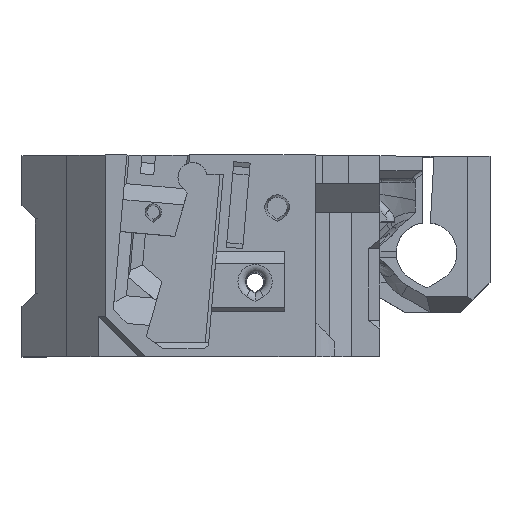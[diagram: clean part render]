
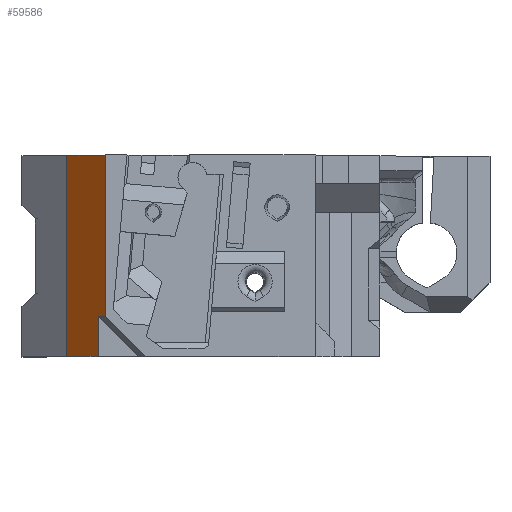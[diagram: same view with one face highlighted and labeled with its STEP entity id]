
A CAD part, top view. The second image highlights one B-rep face of the part: STEP entity #59586.
In plain terms, the highlighted planar face has unit normal (-0.707, 0, 0.707).
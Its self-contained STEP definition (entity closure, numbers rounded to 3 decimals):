
#145 = PLANE('',#146);
#146 = AXIS2_PLACEMENT_3D('',#147,#148,#149);
#147 = CARTESIAN_POINT('',(176.025,-22.,1.5));
#148 = DIRECTION('',(0.,-1.,0.));
#149 = DIRECTION('',(1.,0.,0.));
#1064 = PLANE('',#1065);
#1065 = AXIS2_PLACEMENT_3D('',#1066,#1067,#1068);
#1066 = CARTESIAN_POINT('',(191.825,5.,23.));
#1067 = DIRECTION('',(0.,0.,1.));
#1068 = DIRECTION('',(-1.,0.,0.));
#1092 = PLANE('',#1093);
#1093 = AXIS2_PLACEMENT_3D('',#1094,#1095,#1096);
#1094 = CARTESIAN_POINT('',(156.425,-12.826,23.));
#1095 = DIRECTION('',(0.579,0.579,-0.574));
#1096 = DIRECTION('',(0.707,-0.707,0.)
  );
#1105 = VERTEX_POINT('',#1106);
#1106 = CARTESIAN_POINT('',(159.225,-22.,22.));
#1120 = PLANE('',#1121);
#1121 = AXIS2_PLACEMENT_3D('',#1122,#1123,#1124);
#1122 = CARTESIAN_POINT('',(161.012,-17.413,
    22.));
#1123 = DIRECTION('',(0.,0.,-1.));
#1124 = DIRECTION('',(0.,1.,0.));
#1132 = EDGE_CURVE('',#1105,#1133,#1135,.T.);
#1133 = VERTEX_POINT('',#1134);
#1134 = CARTESIAN_POINT('',(155.025,-22.,17.8));
#1135 = SURFACE_CURVE('',#1136,(#1140,#1147),.PCURVE_S1.);
#1136 = LINE('',#1137,#1138);
#1137 = CARTESIAN_POINT('',(159.225,-22.,22.));
#1138 = VECTOR('',#1139,1.);
#1139 = DIRECTION('',(-0.707,0.,
    -0.707));
#1140 = PCURVE('',#145,#1141);
#1141 = DEFINITIONAL_REPRESENTATION('',(#1142),#1146);
#1142 = LINE('',#1143,#1144);
#1143 = CARTESIAN_POINT('',(-16.8,20.5));
#1144 = VECTOR('',#1145,1.);
#1145 = DIRECTION('',(-0.707,-0.707));
#1146 = ( GEOMETRIC_REPRESENTATION_CONTEXT(2) 
PARAMETRIC_REPRESENTATION_CONTEXT() REPRESENTATION_CONTEXT('2D SPACE',''
  ) );
#1147 = PCURVE('',#1148,#1153);
#1148 = PLANE('',#1149);
#1149 = AXIS2_PLACEMENT_3D('',#1150,#1151,#1152);
#1150 = CARTESIAN_POINT('',(160.225,5.,23.));
#1151 = DIRECTION('',(-0.707,0.,0.707)
  );
#1152 = DIRECTION('',(-0.707,0.,
    -0.707));
#1153 = DEFINITIONAL_REPRESENTATION('',(#1154),#1158);
#1154 = LINE('',#1155,#1156);
#1155 = CARTESIAN_POINT('',(1.414,27.));
#1156 = VECTOR('',#1157,1.);
#1157 = DIRECTION('',(1.,0.));
#1158 = ( GEOMETRIC_REPRESENTATION_CONTEXT(2) 
PARAMETRIC_REPRESENTATION_CONTEXT() REPRESENTATION_CONTEXT('2D SPACE',''
  ) );
#1176 = PLANE('',#1177);
#1177 = AXIS2_PLACEMENT_3D('',#1178,#1179,#1180);
#1178 = CARTESIAN_POINT('',(155.025,5.,17.8));
#1179 = DIRECTION('',(-1.,0.,0.));
#1180 = DIRECTION('',(0.,0.,-1.));
#4282 = PLANE('',#4283);
#4283 = AXIS2_PLACEMENT_3D('',#4284,#4285,#4286);
#4284 = CARTESIAN_POINT('',(176.025,5.,1.5));
#4285 = DIRECTION('',(0.,-1.,0.));
#4286 = DIRECTION('',(1.,0.,0.));
#7985 = VERTEX_POINT('',#7986);
#7986 = CARTESIAN_POINT('',(155.025,5.,17.8));
#8007 = EDGE_CURVE('',#8008,#7985,#8010,.T.);
#8008 = VERTEX_POINT('',#8009);
#8009 = CARTESIAN_POINT('',(160.225,5.,23.));
#8010 = SURFACE_CURVE('',#8011,(#8015,#8022),.PCURVE_S1.);
#8011 = LINE('',#8012,#8013);
#8012 = CARTESIAN_POINT('',(159.225,5.,22.));
#8013 = VECTOR('',#8014,1.);
#8014 = DIRECTION('',(-0.707,0.,
    -0.707));
#8015 = PCURVE('',#4282,#8016);
#8016 = DEFINITIONAL_REPRESENTATION('',(#8017),#8021);
#8017 = LINE('',#8018,#8019);
#8018 = CARTESIAN_POINT('',(-16.8,20.5));
#8019 = VECTOR('',#8020,1.);
#8020 = DIRECTION('',(-0.707,-0.707));
#8021 = ( GEOMETRIC_REPRESENTATION_CONTEXT(2) 
PARAMETRIC_REPRESENTATION_CONTEXT() REPRESENTATION_CONTEXT('2D SPACE',''
  ) );
#8022 = PCURVE('',#1148,#8023);
#8023 = DEFINITIONAL_REPRESENTATION('',(#8024),#8028);
#8024 = LINE('',#8025,#8026);
#8025 = CARTESIAN_POINT('',(1.414,0.));
#8026 = VECTOR('',#8027,1.);
#8027 = DIRECTION('',(1.,0.));
#8028 = ( GEOMETRIC_REPRESENTATION_CONTEXT(2) 
PARAMETRIC_REPRESENTATION_CONTEXT() REPRESENTATION_CONTEXT('2D SPACE',''
  ) );
#15109 = EDGE_CURVE('',#15110,#15112,#15114,.T.);
#15110 = VERTEX_POINT('',#15111);
#15111 = CARTESIAN_POINT('',(159.225,-16.616,22.));
#15112 = VERTEX_POINT('',#15113);
#15113 = CARTESIAN_POINT('',(160.225,-16.626,23.));
#15114 = SURFACE_CURVE('',#15115,(#15119,#15126),.PCURVE_S1.);
#15115 = LINE('',#15116,#15117);
#15116 = CARTESIAN_POINT('',(159.213,-16.616,
    21.988));
#15117 = VECTOR('',#15118,1.);
#15118 = DIRECTION('',(0.707,-0.007,0.707
    ));
#15119 = PCURVE('',#1092,#15120);
#15120 = DEFINITIONAL_REPRESENTATION('',(#15121),#15125);
#15121 = LINE('',#15122,#15123);
#15122 = CARTESIAN_POINT('',(4.651,1.235));
#15123 = VECTOR('',#15124,1.);
#15124 = DIRECTION('',(0.505,-0.863));
#15125 = ( GEOMETRIC_REPRESENTATION_CONTEXT(2) 
PARAMETRIC_REPRESENTATION_CONTEXT() REPRESENTATION_CONTEXT('2D SPACE',''
  ) );
#15126 = PCURVE('',#1148,#15127);
#15127 = DEFINITIONAL_REPRESENTATION('',(#15128),#15132);
#15128 = LINE('',#15129,#15130);
#15129 = CARTESIAN_POINT('',(1.431,21.616));
#15130 = VECTOR('',#15131,1.);
#15131 = DIRECTION('',(-1.,0.007));
#15132 = ( GEOMETRIC_REPRESENTATION_CONTEXT(2) 
PARAMETRIC_REPRESENTATION_CONTEXT() REPRESENTATION_CONTEXT('2D SPACE',''
  ) );
#15180 = EDGE_CURVE('',#1105,#15110,#15181,.T.);
#15181 = SURFACE_CURVE('',#15182,(#15186,#15193),.PCURVE_S1.);
#15182 = LINE('',#15183,#15184);
#15183 = CARTESIAN_POINT('',(159.225,-6.206,22.));
#15184 = VECTOR('',#15185,1.);
#15185 = DIRECTION('',(0.,1.,0.));
#15186 = PCURVE('',#1120,#15187);
#15187 = DEFINITIONAL_REPRESENTATION('',(#15188),#15192);
#15188 = LINE('',#15189,#15190);
#15189 = CARTESIAN_POINT('',(11.206,-1.787));
#15190 = VECTOR('',#15191,1.);
#15191 = DIRECTION('',(1.,0.));
#15192 = ( GEOMETRIC_REPRESENTATION_CONTEXT(2) 
PARAMETRIC_REPRESENTATION_CONTEXT() REPRESENTATION_CONTEXT('2D SPACE',''
  ) );
#15193 = PCURVE('',#1148,#15194);
#15194 = DEFINITIONAL_REPRESENTATION('',(#15195),#15199);
#15195 = LINE('',#15196,#15197);
#15196 = CARTESIAN_POINT('',(1.414,11.206));
#15197 = VECTOR('',#15198,1.);
#15198 = DIRECTION('',(-0.,-1.));
#15199 = ( GEOMETRIC_REPRESENTATION_CONTEXT(2) 
PARAMETRIC_REPRESENTATION_CONTEXT() REPRESENTATION_CONTEXT('2D SPACE',''
  ) );
#15547 = EDGE_CURVE('',#8008,#15112,#15548,.T.);
#15548 = SURFACE_CURVE('',#15549,(#15553,#15560),.PCURVE_S1.);
#15549 = LINE('',#15550,#15551);
#15550 = CARTESIAN_POINT('',(160.225,5.,23.));
#15551 = VECTOR('',#15552,1.);
#15552 = DIRECTION('',(0.,-1.,0.));
#15553 = PCURVE('',#1064,#15554);
#15554 = DEFINITIONAL_REPRESENTATION('',(#15555),#15559);
#15555 = LINE('',#15556,#15557);
#15556 = CARTESIAN_POINT('',(31.6,0.));
#15557 = VECTOR('',#15558,1.);
#15558 = DIRECTION('',(0.,1.));
#15559 = ( GEOMETRIC_REPRESENTATION_CONTEXT(2) 
PARAMETRIC_REPRESENTATION_CONTEXT() REPRESENTATION_CONTEXT('2D SPACE',''
  ) );
#15560 = PCURVE('',#1148,#15561);
#15561 = DEFINITIONAL_REPRESENTATION('',(#15562),#15566);
#15562 = LINE('',#15563,#15564);
#15563 = CARTESIAN_POINT('',(0.,0.));
#15564 = VECTOR('',#15565,1.);
#15565 = DIRECTION('',(0.,1.));
#15566 = ( GEOMETRIC_REPRESENTATION_CONTEXT(2) 
PARAMETRIC_REPRESENTATION_CONTEXT() REPRESENTATION_CONTEXT('2D SPACE',''
  ) );
#59586 = ADVANCED_FACE('',(#59587),#1148,.T.);
#59587 = FACE_BOUND('',#59588,.T.);
#59588 = EDGE_LOOP('',(#59589,#59590,#59591,#59592,#59613,#59614));
#59589 = ORIENTED_EDGE('',*,*,#15109,.T.);
#59590 = ORIENTED_EDGE('',*,*,#15547,.F.);
#59591 = ORIENTED_EDGE('',*,*,#8007,.T.);
#59592 = ORIENTED_EDGE('',*,*,#59593,.T.);
#59593 = EDGE_CURVE('',#7985,#1133,#59594,.T.);
#59594 = SURFACE_CURVE('',#59595,(#59599,#59606),.PCURVE_S1.);
#59595 = LINE('',#59596,#59597);
#59596 = CARTESIAN_POINT('',(155.025,5.,17.8));
#59597 = VECTOR('',#59598,1.);
#59598 = DIRECTION('',(0.,-1.,0.));
#59599 = PCURVE('',#1148,#59600);
#59600 = DEFINITIONAL_REPRESENTATION('',(#59601),#59605);
#59601 = LINE('',#59602,#59603);
#59602 = CARTESIAN_POINT('',(7.354,0.));
#59603 = VECTOR('',#59604,1.);
#59604 = DIRECTION('',(0.,1.));
#59605 = ( GEOMETRIC_REPRESENTATION_CONTEXT(2) 
PARAMETRIC_REPRESENTATION_CONTEXT() REPRESENTATION_CONTEXT('2D SPACE',''
  ) );
#59606 = PCURVE('',#1176,#59607);
#59607 = DEFINITIONAL_REPRESENTATION('',(#59608),#59612);
#59608 = LINE('',#59609,#59610);
#59609 = CARTESIAN_POINT('',(0.,0.));
#59610 = VECTOR('',#59611,1.);
#59611 = DIRECTION('',(0.,1.));
#59612 = ( GEOMETRIC_REPRESENTATION_CONTEXT(2) 
PARAMETRIC_REPRESENTATION_CONTEXT() REPRESENTATION_CONTEXT('2D SPACE',''
  ) );
#59613 = ORIENTED_EDGE('',*,*,#1132,.F.);
#59614 = ORIENTED_EDGE('',*,*,#15180,.T.);
